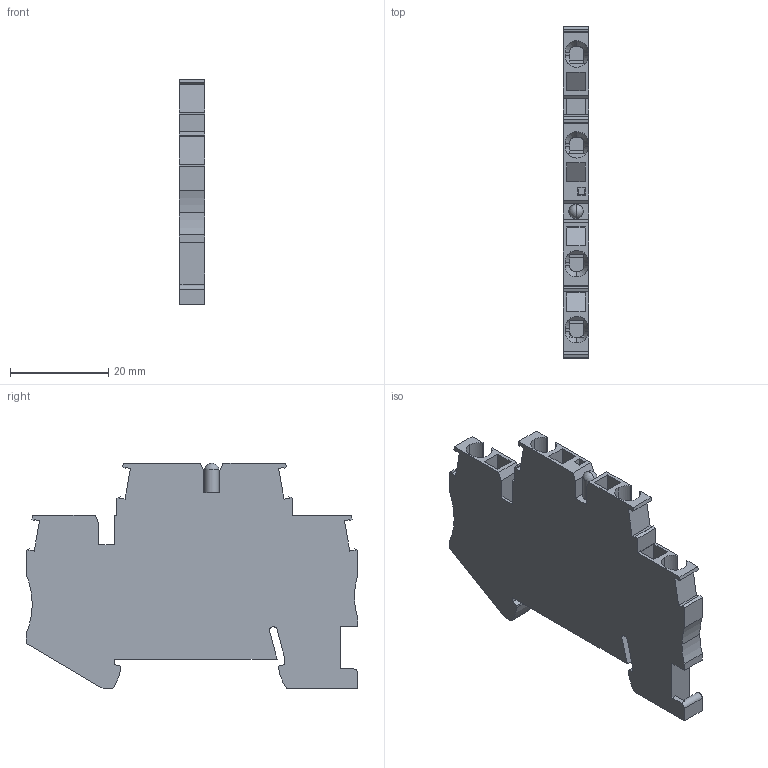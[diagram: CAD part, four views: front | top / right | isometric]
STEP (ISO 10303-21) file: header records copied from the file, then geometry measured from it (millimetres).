
FILE_DESCRIPTION(('STEP AP214'),'1');
FILE_NAME('cctmp_84D6EC51-8D0C-4BC9-9AB9-153305BF154A_2023_07_24_21_47_33_0191..stp','2023-07-24T19:47:34',('SIEMENS A&D'),('CADClick - www.CADClick.com'),'Spatial InterOp 3D postprocessed',' ','unknown authorization');
FILE_SCHEMA(('AUTOMOTIVE_DESIGN'));
Length unit declared in the file: millimetre
Products named in the file (1): 2023_07_24_21_47_33_0175
Bounding box: 5.15 x 67.55 x 45.85 mm (x, y, z)
Volume: 10616.3 mm3; surface area: 7512.7 mm2
Topology: 1 solids, 1 shells, 217 faces, 602 edges, 391 vertices
Faces by surface type: plane 155, cylinder 44, cone 16, sphere 2
Entity records: 9897 total; most frequent: CARTESIAN_POINT 3705, ORIENTED_EDGE 1200, DIRECTION 1065, EDGE_CURVE 600, LINE 459, VECTOR 459, VERTEX_POINT 391, AXIS2_PLACEMENT_3D 303
